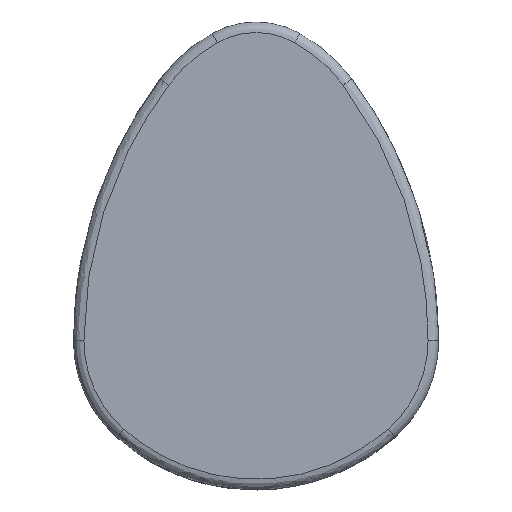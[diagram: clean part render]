
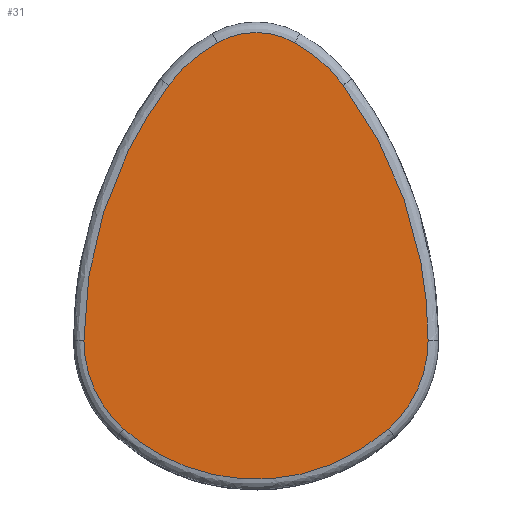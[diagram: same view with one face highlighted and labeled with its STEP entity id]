
A CAD part, top view. The second image highlights one B-rep face of the part: STEP entity #31.
In plain terms, the highlighted planar face has unit normal (0, 0, 1).
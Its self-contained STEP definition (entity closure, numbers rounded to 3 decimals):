
#31=ADVANCED_FACE('',(#51),#299,.T.);
#51=FACE_OUTER_BOUND('',#71,.T.);
#71=EDGE_LOOP('',(#116,#117,#118,#119,#120,#121,#122,#123));
#116=ORIENTED_EDGE('',*,*,#221,.F.);
#117=ORIENTED_EDGE('',*,*,#207,.F.);
#118=ORIENTED_EDGE('',*,*,#209,.F.);
#119=ORIENTED_EDGE('',*,*,#211,.F.);
#120=ORIENTED_EDGE('',*,*,#212,.F.);
#121=ORIENTED_EDGE('',*,*,#214,.F.);
#122=ORIENTED_EDGE('',*,*,#216,.F.);
#123=ORIENTED_EDGE('',*,*,#218,.F.);
#207=EDGE_CURVE('',#287,#286,#253,.T.);
#209=EDGE_CURVE('',#288,#287,#255,.T.);
#211=EDGE_CURVE('',#289,#288,#257,.T.);
#212=EDGE_CURVE('',#290,#289,#258,.T.);
#214=EDGE_CURVE('',#291,#290,#260,.T.);
#216=EDGE_CURVE('',#292,#291,#262,.T.);
#218=EDGE_CURVE('',#285,#292,#264,.T.);
#221=EDGE_CURVE('',#286,#285,#267,.T.);
#253=(
BOUNDED_CURVE()
B_SPLINE_CURVE(2,(#852,#853,#854),.UNSPECIFIED.,.F.,.F.)
B_SPLINE_CURVE_WITH_KNOTS((3,3),(-2.295,-0.846),
 .UNSPECIFIED.)
CURVE()
GEOMETRIC_REPRESENTATION_ITEM()
RATIONAL_B_SPLINE_CURVE((1.,0.749,1.))
REPRESENTATION_ITEM('')
);
#255=(
BOUNDED_CURVE()
B_SPLINE_CURVE(2,(#858,#859,#860),.UNSPECIFIED.,.F.,.F.)
B_SPLINE_CURVE_WITH_KNOTS((3,3),(-3.142,-2.295),
 .UNSPECIFIED.)
CURVE()
GEOMETRIC_REPRESENTATION_ITEM()
RATIONAL_B_SPLINE_CURVE((1.,0.912,1.))
REPRESENTATION_ITEM('')
);
#257=(
BOUNDED_CURVE()
B_SPLINE_CURVE(2,(#864,#865,#866),.UNSPECIFIED.,.F.,.F.)
B_SPLINE_CURVE_WITH_KNOTS((3,3),(2.5,3.141),
 .UNSPECIFIED.)
CURVE()
GEOMETRIC_REPRESENTATION_ITEM()
RATIONAL_B_SPLINE_CURVE((1.,0.949,1.))
REPRESENTATION_ITEM('')
);
#258=(
BOUNDED_CURVE()
B_SPLINE_CURVE(2,(#867,#868,#869),.UNSPECIFIED.,.F.,.F.)
B_SPLINE_CURVE_WITH_KNOTS((3,3),(2.08,2.5),
 .UNSPECIFIED.)
CURVE()
GEOMETRIC_REPRESENTATION_ITEM()
RATIONAL_B_SPLINE_CURVE((1.,0.978,1.))
REPRESENTATION_ITEM('')
);
#260=(
BOUNDED_CURVE()
B_SPLINE_CURVE(2,(#873,#874,#875),.UNSPECIFIED.,.F.,.F.)
B_SPLINE_CURVE_WITH_KNOTS((3,3),(1.062,2.08),
 .UNSPECIFIED.)
CURVE()
GEOMETRIC_REPRESENTATION_ITEM()
RATIONAL_B_SPLINE_CURVE((1.,0.873,1.))
REPRESENTATION_ITEM('')
);
#262=(
BOUNDED_CURVE()
B_SPLINE_CURVE(2,(#879,#880,#881),.UNSPECIFIED.,.F.,.F.)
B_SPLINE_CURVE_WITH_KNOTS((3,3),(0.641,1.062),
 .UNSPECIFIED.)
CURVE()
GEOMETRIC_REPRESENTATION_ITEM()
RATIONAL_B_SPLINE_CURVE((1.,0.978,1.))
REPRESENTATION_ITEM('')
);
#264=(
BOUNDED_CURVE()
B_SPLINE_CURVE(2,(#885,#886,#887),.UNSPECIFIED.,.F.,.F.)
B_SPLINE_CURVE_WITH_KNOTS((3,3),(0.,0.641),
 .UNSPECIFIED.)
CURVE()
GEOMETRIC_REPRESENTATION_ITEM()
RATIONAL_B_SPLINE_CURVE((1.,0.949,1.))
REPRESENTATION_ITEM('')
);
#267=(
BOUNDED_CURVE()
B_SPLINE_CURVE(2,(#894,#895,#896),.UNSPECIFIED.,.F.,.F.)
B_SPLINE_CURVE_WITH_KNOTS((3,3),(-0.846,0.),
 .UNSPECIFIED.)
CURVE()
GEOMETRIC_REPRESENTATION_ITEM()
RATIONAL_B_SPLINE_CURVE((1.,0.912,1.))
REPRESENTATION_ITEM('')
);
#285=VERTEX_POINT('',#698);
#286=VERTEX_POINT('',#699);
#287=VERTEX_POINT('',#700);
#288=VERTEX_POINT('',#701);
#289=VERTEX_POINT('',#702);
#290=VERTEX_POINT('',#703);
#291=VERTEX_POINT('',#704);
#292=VERTEX_POINT('',#705);
#299=PLANE('',#337);
#337=AXIS2_PLACEMENT_3D('',#584,#342,$);
#342=DIRECTION('',(0.,0.,1.));
#584=CARTESIAN_POINT('',(14.97,-80.578,450.));
#698=CARTESIAN_POINT('',(15.,213.479,450.));
#699=CARTESIAN_POINT('',(72.138,86.568,450.));
#700=CARTESIAN_POINT('',(449.862,86.568,450.));
#701=CARTESIAN_POINT('',(507.,213.479,450.));
#702=CARTESIAN_POINT('',(385.775,578.431,450.));
#703=CARTESIAN_POINT('',(316.297,639.299,450.));
#704=CARTESIAN_POINT('',(205.703,639.299,450.));
#705=CARTESIAN_POINT('',(136.225,578.431,450.));
#852=CARTESIAN_POINT('',(449.862,86.568,450.));
#853=CARTESIAN_POINT('',(261.,-80.568,450.));
#854=CARTESIAN_POINT('',(72.138,86.568,450.));
#858=CARTESIAN_POINT('',(507.,213.479,450.));
#859=CARTESIAN_POINT('',(507.02,137.152,450.));
#860=CARTESIAN_POINT('',(449.862,86.568,450.));
#864=CARTESIAN_POINT('',(385.775,578.431,450.));
#865=CARTESIAN_POINT('',(506.946,416.07,450.));
#866=CARTESIAN_POINT('',(507.,213.479,450.));
#867=CARTESIAN_POINT('',(316.297,639.299,450.));
#868=CARTESIAN_POINT('',(357.53,616.277,450.));
#869=CARTESIAN_POINT('',(385.775,578.431,450.));
#873=CARTESIAN_POINT('',(205.703,639.299,450.));
#874=CARTESIAN_POINT('',(261.,670.173,450.));
#875=CARTESIAN_POINT('',(316.297,639.299,450.));
#879=CARTESIAN_POINT('',(136.225,578.431,450.));
#880=CARTESIAN_POINT('',(164.47,616.277,450.));
#881=CARTESIAN_POINT('',(205.703,639.299,450.));
#885=CARTESIAN_POINT('',(15.,213.479,450.));
#886=CARTESIAN_POINT('',(15.054,416.07,450.));
#887=CARTESIAN_POINT('',(136.225,578.431,450.));
#894=CARTESIAN_POINT('',(72.138,86.568,450.));
#895=CARTESIAN_POINT('',(14.98,137.152,450.));
#896=CARTESIAN_POINT('',(15.,213.479,450.));
